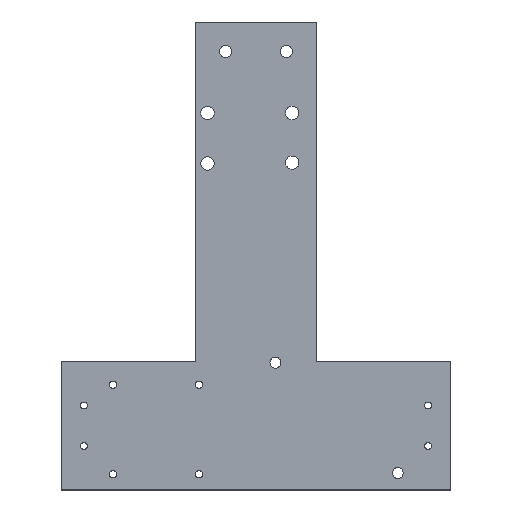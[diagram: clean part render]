
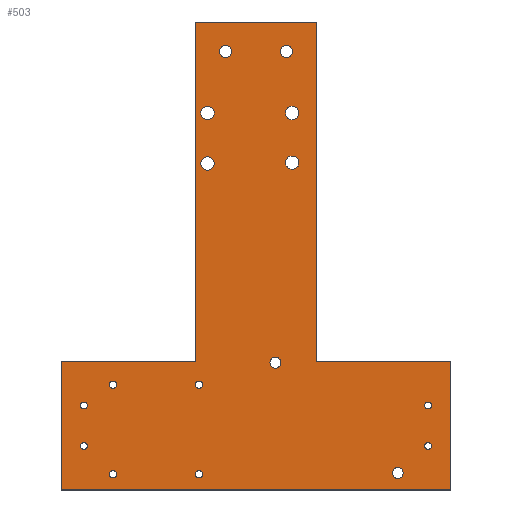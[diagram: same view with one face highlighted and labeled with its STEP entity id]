
A CAD part, top view. The second image highlights one B-rep face of the part: STEP entity #503.
In plain terms, the highlighted planar face has unit normal (0, 0, 1).
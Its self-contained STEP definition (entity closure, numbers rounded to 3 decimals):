
#20=CIRCLE('',#537,1.5);
#22=CIRCLE('',#540,1.4);
#24=CIRCLE('',#543,1.4);
#26=CIRCLE('',#546,1.4);
#28=CIRCLE('',#549,1.4);
#30=CIRCLE('',#553,2.25);
#31=CIRCLE('',#554,2.25);
#32=CIRCLE('',#555,2.5);
#33=CIRCLE('',#556,2.5);
#34=CIRCLE('',#557,2.75);
#35=CIRCLE('',#558,2.75);
#36=CIRCLE('',#559,2.75);
#37=CIRCLE('',#560,2.75);
#38=CIRCLE('',#561,1.5);
#39=CIRCLE('',#562,1.5);
#40=CIRCLE('',#563,1.5);
#110=ORIENTED_EDGE('',*,*,#214,.T.);
#111=ORIENTED_EDGE('',*,*,#215,.T.);
#112=ORIENTED_EDGE('',*,*,#216,.T.);
#113=ORIENTED_EDGE('',*,*,#217,.T.);
#114=ORIENTED_EDGE('',*,*,#218,.T.);
#115=ORIENTED_EDGE('',*,*,#219,.T.);
#116=ORIENTED_EDGE('',*,*,#220,.T.);
#117=ORIENTED_EDGE('',*,*,#221,.T.);
#118=ORIENTED_EDGE('',*,*,#222,.T.);
#119=ORIENTED_EDGE('',*,*,#223,.T.);
#120=ORIENTED_EDGE('',*,*,#224,.T.);
#121=ORIENTED_EDGE('',*,*,#210,.T.);
#122=ORIENTED_EDGE('',*,*,#208,.T.);
#123=ORIENTED_EDGE('',*,*,#206,.T.);
#124=ORIENTED_EDGE('',*,*,#204,.T.);
#125=ORIENTED_EDGE('',*,*,#202,.T.);
#126=ORIENTED_EDGE('',*,*,#182,.F.);
#127=ORIENTED_EDGE('',*,*,#213,.F.);
#128=ORIENTED_EDGE('',*,*,#200,.F.);
#129=ORIENTED_EDGE('',*,*,#197,.F.);
#130=ORIENTED_EDGE('',*,*,#194,.F.);
#131=ORIENTED_EDGE('',*,*,#191,.F.);
#132=ORIENTED_EDGE('',*,*,#188,.F.);
#133=ORIENTED_EDGE('',*,*,#185,.F.);
#182=EDGE_CURVE('',#238,#239,#286,.T.);
#185=EDGE_CURVE('',#239,#241,#289,.T.);
#188=EDGE_CURVE('',#241,#243,#292,.T.);
#191=EDGE_CURVE('',#243,#245,#295,.T.);
#194=EDGE_CURVE('',#245,#247,#298,.T.);
#197=EDGE_CURVE('',#247,#249,#301,.T.);
#200=EDGE_CURVE('',#249,#251,#304,.T.);
#202=EDGE_CURVE('',#252,#252,#20,.T.);
#204=EDGE_CURVE('',#254,#254,#22,.T.);
#206=EDGE_CURVE('',#256,#256,#24,.T.);
#208=EDGE_CURVE('',#258,#258,#26,.T.);
#210=EDGE_CURVE('',#260,#260,#28,.T.);
#213=EDGE_CURVE('',#251,#238,#307,.T.);
#214=EDGE_CURVE('',#262,#262,#30,.T.);
#215=EDGE_CURVE('',#263,#263,#31,.T.);
#216=EDGE_CURVE('',#264,#264,#32,.T.);
#217=EDGE_CURVE('',#265,#265,#33,.T.);
#218=EDGE_CURVE('',#266,#266,#34,.T.);
#219=EDGE_CURVE('',#267,#267,#35,.T.);
#220=EDGE_CURVE('',#268,#268,#36,.T.);
#221=EDGE_CURVE('',#269,#269,#37,.T.);
#222=EDGE_CURVE('',#270,#270,#38,.T.);
#223=EDGE_CURVE('',#271,#271,#39,.T.);
#224=EDGE_CURVE('',#272,#272,#40,.T.);
#238=VERTEX_POINT('',#735);
#239=VERTEX_POINT('',#737);
#241=VERTEX_POINT('',#743);
#243=VERTEX_POINT('',#749);
#245=VERTEX_POINT('',#755);
#247=VERTEX_POINT('',#761);
#249=VERTEX_POINT('',#767);
#251=VERTEX_POINT('',#773);
#252=VERTEX_POINT('',#777);
#254=VERTEX_POINT('',#782);
#256=VERTEX_POINT('',#787);
#258=VERTEX_POINT('',#792);
#260=VERTEX_POINT('',#797);
#262=VERTEX_POINT('',#805);
#263=VERTEX_POINT('',#807);
#264=VERTEX_POINT('',#809);
#265=VERTEX_POINT('',#811);
#266=VERTEX_POINT('',#813);
#267=VERTEX_POINT('',#815);
#268=VERTEX_POINT('',#817);
#269=VERTEX_POINT('',#819);
#270=VERTEX_POINT('',#821);
#271=VERTEX_POINT('',#823);
#272=VERTEX_POINT('',#825);
#286=LINE('',#736,#310);
#289=LINE('',#742,#313);
#292=LINE('',#748,#316);
#295=LINE('',#754,#319);
#298=LINE('',#760,#322);
#301=LINE('',#766,#325);
#304=LINE('',#772,#328);
#307=LINE('',#802,#331);
#310=VECTOR('',#593,1000.);
#313=VECTOR('',#598,1000.);
#316=VECTOR('',#603,1000.);
#319=VECTOR('',#608,1000.);
#322=VECTOR('',#613,1000.);
#325=VECTOR('',#618,1000.);
#328=VECTOR('',#623,1000.);
#331=VECTOR('',#658,1000.);
#350=EDGE_LOOP('',(#110));
#351=EDGE_LOOP('',(#111));
#352=EDGE_LOOP('',(#112));
#353=EDGE_LOOP('',(#113));
#354=EDGE_LOOP('',(#114));
#355=EDGE_LOOP('',(#115));
#356=EDGE_LOOP('',(#116));
#357=EDGE_LOOP('',(#117));
#358=EDGE_LOOP('',(#118));
#359=EDGE_LOOP('',(#119));
#360=EDGE_LOOP('',(#120));
#361=EDGE_LOOP('',(#121));
#362=EDGE_LOOP('',(#122));
#363=EDGE_LOOP('',(#123));
#364=EDGE_LOOP('',(#124));
#365=EDGE_LOOP('',(#125));
#366=EDGE_LOOP('',(#126,#127,#128,#129,#130,#131,#132,#133));
#424=FACE_BOUND('',#350,.T.);
#425=FACE_BOUND('',#351,.T.);
#426=FACE_BOUND('',#352,.T.);
#427=FACE_BOUND('',#353,.T.);
#428=FACE_BOUND('',#354,.T.);
#429=FACE_BOUND('',#355,.T.);
#430=FACE_BOUND('',#356,.T.);
#431=FACE_BOUND('',#357,.T.);
#432=FACE_BOUND('',#358,.T.);
#433=FACE_BOUND('',#359,.T.);
#434=FACE_BOUND('',#360,.T.);
#435=FACE_BOUND('',#361,.T.);
#436=FACE_BOUND('',#362,.T.);
#437=FACE_BOUND('',#363,.T.);
#438=FACE_BOUND('',#364,.T.);
#439=FACE_BOUND('',#365,.T.);
#440=FACE_BOUND('',#366,.T.);
#488=PLANE('',#552);
#503=ADVANCED_FACE('',(#424,#425,#426,#427,#428,#429,#430,#431,#432,#433,
#434,#435,#436,#437,#438,#439,#440),#488,.F.);
#537=AXIS2_PLACEMENT_3D('',#776,#627,#628);
#540=AXIS2_PLACEMENT_3D('',#781,#633,#634);
#543=AXIS2_PLACEMENT_3D('',#786,#639,#640);
#546=AXIS2_PLACEMENT_3D('',#791,#645,#646);
#549=AXIS2_PLACEMENT_3D('',#796,#651,#652);
#552=AXIS2_PLACEMENT_3D('',#803,#659,#660);
#553=AXIS2_PLACEMENT_3D('',#804,#661,#662);
#554=AXIS2_PLACEMENT_3D('',#806,#663,#664);
#555=AXIS2_PLACEMENT_3D('',#808,#665,#666);
#556=AXIS2_PLACEMENT_3D('',#810,#667,#668);
#557=AXIS2_PLACEMENT_3D('',#812,#669,#670);
#558=AXIS2_PLACEMENT_3D('',#814,#671,#672);
#559=AXIS2_PLACEMENT_3D('',#816,#673,#674);
#560=AXIS2_PLACEMENT_3D('',#818,#675,#676);
#561=AXIS2_PLACEMENT_3D('',#820,#677,#678);
#562=AXIS2_PLACEMENT_3D('',#822,#679,#680);
#563=AXIS2_PLACEMENT_3D('',#824,#681,#682);
#593=DIRECTION('',(1.,0.,0.));
#598=DIRECTION('',(0.,-1.,0.));
#603=DIRECTION('',(1.,0.,0.));
#608=DIRECTION('',(0.,-1.,0.));
#613=DIRECTION('',(-1.,0.,0.));
#618=DIRECTION('',(0.,1.,0.));
#623=DIRECTION('',(1.,0.,0.));
#627=DIRECTION('',(0.,0.,-1.));
#628=DIRECTION('',(1.,0.,0.));
#633=DIRECTION('',(0.,0.,-1.));
#634=DIRECTION('',(1.,0.,0.));
#639=DIRECTION('',(0.,0.,-1.));
#640=DIRECTION('',(1.,0.,0.));
#645=DIRECTION('',(0.,0.,-1.));
#646=DIRECTION('',(1.,0.,0.));
#651=DIRECTION('',(0.,0.,-1.));
#652=DIRECTION('',(1.,0.,0.));
#658=DIRECTION('',(0.,1.,0.));
#659=DIRECTION('',(0.,0.,-1.));
#660=DIRECTION('',(-1.,0.,0.));
#661=DIRECTION('',(0.,0.,-1.));
#662=DIRECTION('',(-1.,0.,0.));
#663=DIRECTION('',(0.,0.,-1.));
#664=DIRECTION('',(-1.,0.,0.));
#665=DIRECTION('',(0.,0.,-1.));
#666=DIRECTION('',(-1.,0.,0.));
#667=DIRECTION('',(0.,0.,-1.));
#668=DIRECTION('',(-1.,0.,0.));
#669=DIRECTION('',(0.,0.,-1.));
#670=DIRECTION('',(-1.,0.,0.));
#671=DIRECTION('',(0.,0.,-1.));
#672=DIRECTION('',(-1.,0.,0.));
#673=DIRECTION('',(0.,0.,-1.));
#674=DIRECTION('',(-1.,0.,0.));
#675=DIRECTION('',(0.,0.,-1.));
#676=DIRECTION('',(-1.,0.,0.));
#677=DIRECTION('',(0.,0.,-1.));
#678=DIRECTION('',(1.,0.,0.));
#679=DIRECTION('',(0.,0.,-1.));
#680=DIRECTION('',(1.,0.,0.));
#681=DIRECTION('',(0.,0.,-1.));
#682=DIRECTION('',(1.,0.,0.));
#735=CARTESIAN_POINT('',(-33.4,166.75,5.));
#736=CARTESIAN_POINT('',(-33.4,166.75,5.));
#737=CARTESIAN_POINT('',(16.6,166.75,5.));
#742=CARTESIAN_POINT('',(16.6,166.75,5.));
#743=CARTESIAN_POINT('',(16.6,26.75,5.));
#748=CARTESIAN_POINT('',(16.6,26.75,5.));
#749=CARTESIAN_POINT('',(72.,26.75,5.));
#754=CARTESIAN_POINT('',(72.,26.75,5.));
#755=CARTESIAN_POINT('',(72.,-26.25,5.));
#760=CARTESIAN_POINT('',(-0.4,-26.25,5.));
#761=CARTESIAN_POINT('',(-88.8,-26.25,5.));
#766=CARTESIAN_POINT('',(-88.8,26.75,5.));
#767=CARTESIAN_POINT('',(-88.8,26.75,5.));
#772=CARTESIAN_POINT('',(-33.4,26.75,5.));
#773=CARTESIAN_POINT('',(-33.4,26.75,5.));
#776=CARTESIAN_POINT('',(-67.4,-19.75,5.));
#777=CARTESIAN_POINT('',(-65.9,-19.75,5.));
#781=CARTESIAN_POINT('',(62.6,-8.1,5.));
#782=CARTESIAN_POINT('',(64.,-8.1,5.));
#786=CARTESIAN_POINT('',(-79.4,-8.1,5.));
#787=CARTESIAN_POINT('',(-78.,-8.1,5.));
#791=CARTESIAN_POINT('',(-79.4,8.6,5.));
#792=CARTESIAN_POINT('',(-78.,8.6,5.));
#796=CARTESIAN_POINT('',(62.6,8.6,5.));
#797=CARTESIAN_POINT('',(64.,8.6,5.));
#802=CARTESIAN_POINT('',(-33.4,166.75,5.));
#803=CARTESIAN_POINT('',(0.,0.,5.));
#804=CARTESIAN_POINT('',(50.1,-19.25,5.));
#805=CARTESIAN_POINT('',(47.85,-19.25,5.));
#806=CARTESIAN_POINT('',(-0.4,26.25,5.));
#807=CARTESIAN_POINT('',(-2.65,26.25,5.));
#808=CARTESIAN_POINT('',(-20.9,154.55,5.));
#809=CARTESIAN_POINT('',(-23.4,154.55,5.));
#810=CARTESIAN_POINT('',(4.1,154.55,5.));
#811=CARTESIAN_POINT('',(1.6,154.55,5.));
#812=CARTESIAN_POINT('',(-28.4,129.229,5.));
#813=CARTESIAN_POINT('',(-31.15,129.229,5.));
#814=CARTESIAN_POINT('',(6.5,129.229,5.));
#815=CARTESIAN_POINT('',(3.75,129.229,5.));
#816=CARTESIAN_POINT('',(6.554,108.729,5.));
#817=CARTESIAN_POINT('',(3.804,108.729,5.));
#818=CARTESIAN_POINT('',(-28.427,108.41,5.));
#819=CARTESIAN_POINT('',(-31.177,108.41,5.));
#820=CARTESIAN_POINT('',(-31.9,-19.75,5.));
#821=CARTESIAN_POINT('',(-30.4,-19.75,5.));
#822=CARTESIAN_POINT('',(-31.9,17.15,5.));
#823=CARTESIAN_POINT('',(-30.4,17.15,5.));
#824=CARTESIAN_POINT('',(-67.4,17.15,5.));
#825=CARTESIAN_POINT('',(-65.9,17.15,5.));
